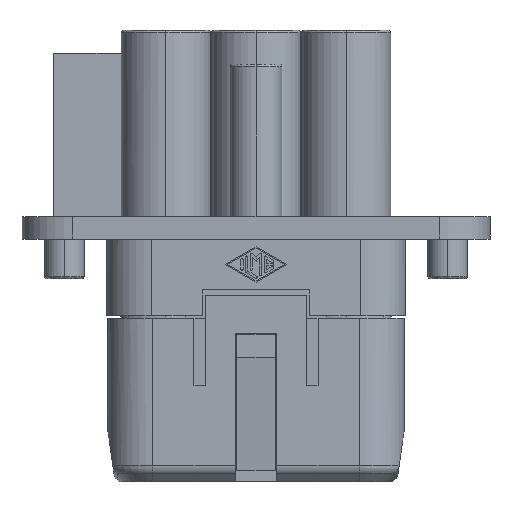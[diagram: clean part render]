
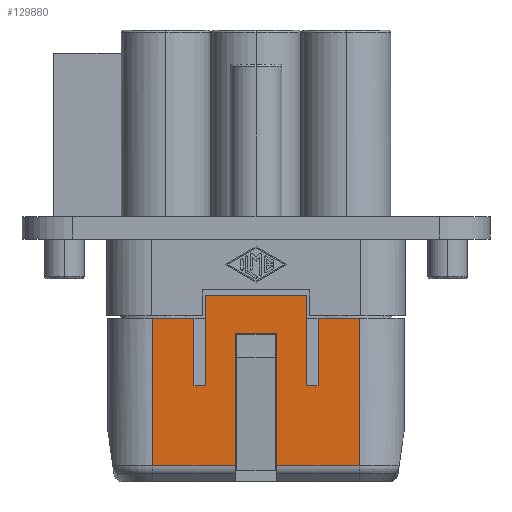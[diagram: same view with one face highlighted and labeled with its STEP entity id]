
A CAD part, left-side view. The second image highlights one B-rep face of the part: STEP entity #129880.
In plain terms, the highlighted planar face has unit normal (-1, 0, 0).
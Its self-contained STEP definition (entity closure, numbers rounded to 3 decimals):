
#7640=CARTESIAN_POINT('',(28.805,67.925,-22.086));
#7650=VERTEX_POINT('',#7640);
#7830=CARTESIAN_POINT('',(28.805,75.221,
-22.086));
#7840=VERTEX_POINT('',#7830);
#7870=CARTESIAN_POINT('',(28.805,69.764,
-22.086));
#7880=DIRECTION('',(0.,-1.,0.));
#7890=VECTOR('',#7880,1.);
#7900=LINE('',#7870,#7890);
#7910=EDGE_CURVE('',#7840,#7650,#7900,.T.);
#80790=CARTESIAN_POINT('',(28.805,67.925,-22.5));
#80800=DIRECTION('',(0.,0.,-1.));
#80810=VECTOR('',#80800,1.);
#80820=LINE('',#80790,#80810);
#80830=CARTESIAN_POINT('',(28.805,67.925,-10.35));
#80840=VERTEX_POINT('',#80830);
#80850=EDGE_CURVE('',#80840,#7650,#80820,.T.);
#92320=CARTESIAN_POINT('',(28.805,64.225,-10.35));
#92330=VERTEX_POINT('',#92320);
#92430=CARTESIAN_POINT('',(28.805,69.764,-10.35));
#92440=DIRECTION('',(0.,1.,0.));
#92450=VECTOR('',#92440,1.);
#92460=LINE('',#92430,#92450);
#92470=EDGE_CURVE('',#92330,#80840,#92460,.T.);
#115940=CARTESIAN_POINT('',(28.805,71.575,-9.));
#115950=VERTEX_POINT('',#115940);
#116000=CARTESIAN_POINT('',(28.805,75.221,-9.));
#116010=DIRECTION('',(0.,-1.,0.));
#116020=VECTOR('',#116010,1.);
#116030=LINE('',#116000,#116020);
#116040=CARTESIAN_POINT('',(28.805,75.221,-9.));
#116050=VERTEX_POINT('',#116040);
#116060=EDGE_CURVE('',#116050,#115950,#116030,.T.);
#116950=CARTESIAN_POINT('',(28.805,56.929,-9.));
#116960=VERTEX_POINT('',#116950);
#116990=CARTESIAN_POINT('',(28.805,60.575,-9.));
#117000=VERTEX_POINT('',#116990);
#117010=EDGE_CURVE('',#117000,#116960,#116030,.T.);
#126080=CARTESIAN_POINT('',(28.805,70.575,-15.));
#126090=VERTEX_POINT('',#126080);
#126140=CARTESIAN_POINT('',(28.805,69.764,-15.));
#126150=DIRECTION('',(0.,-1.,0.));
#126160=VECTOR('',#126150,1.);
#126170=LINE('',#126140,#126160);
#126180=CARTESIAN_POINT('',(28.805,71.575,-15.));
#126190=VERTEX_POINT('',#126180);
#126200=EDGE_CURVE('',#126190,#126090,#126170,.T.);
#126700=CARTESIAN_POINT('',(28.805,71.575,-22.5));
#126710=DIRECTION('',(0.,0.,-1.));
#126720=VECTOR('',#126710,1.);
#126730=LINE('',#126700,#126720);
#126740=EDGE_CURVE('',#115950,#126190,#126730,.T.);
#127120=CARTESIAN_POINT('',(28.805,70.575,-7.));
#127130=VERTEX_POINT('',#127120);
#127160=CARTESIAN_POINT('',(28.805,70.575,-22.5));
#127170=DIRECTION('',(0.,0.,1.));
#127180=VECTOR('',#127170,1.);
#127190=LINE('',#127160,#127180);
#127200=EDGE_CURVE('',#126090,#127130,#127190,.T.);
#127660=CARTESIAN_POINT('',(28.805,60.575,-22.5));
#127670=DIRECTION('',(0.,0.,1.));
#127680=VECTOR('',#127670,1.);
#127690=LINE('',#127660,#127680);
#127700=CARTESIAN_POINT('',(28.805,60.575,-15.));
#127710=VERTEX_POINT('',#127700);
#127720=EDGE_CURVE('',#127710,#117000,#127690,.T.);
#127970=CARTESIAN_POINT('',(28.805,69.764,-15.));
#127980=DIRECTION('',(0.,-1.,0.));
#127990=VECTOR('',#127980,1.);
#128000=LINE('',#127970,#127990);
#128010=CARTESIAN_POINT('',(28.805,61.575,-15.));
#128020=VERTEX_POINT('',#128010);
#128030=EDGE_CURVE('',#128020,#127710,#128000,.T.);
#128370=CARTESIAN_POINT('',(28.805,61.575,-22.5));
#128380=DIRECTION('',(0.,0.,-1.));
#128390=VECTOR('',#128380,1.);
#128400=LINE('',#128370,#128390);
#128410=CARTESIAN_POINT('',(28.805,61.575,-7.));
#128420=VERTEX_POINT('',#128410);
#128430=EDGE_CURVE('',#128420,#128020,#128400,.T.);
#128750=CARTESIAN_POINT('',(28.805,75.221,-7.));
#128760=DIRECTION('',(0.,-1.,0.));
#128770=VECTOR('',#128760,1.);
#128780=LINE('',#128750,#128770);
#128790=EDGE_CURVE('',#127130,#128420,#128780,.T.);
#129410=CARTESIAN_POINT('',(28.805,56.929,-22.5));
#129420=DIRECTION('',(-1.,0.,0.));
#129430=DIRECTION('',(0.,-1.,0.));
#129440=AXIS2_PLACEMENT_3D('',#129410,#129420,#129430);
#129450=PLANE('',#129440);
#129460=CARTESIAN_POINT('',(28.805,75.221,-22.5));
#129470=DIRECTION('',(0.,0.,-1.));
#129480=VECTOR('',#129470,1.);
#129490=LINE('',#129460,#129480);
#129500=EDGE_CURVE('',#116050,#7840,#129490,.T.);
#129510=ORIENTED_EDGE('',*,*,#129500,.T.);
#129520=ORIENTED_EDGE('',*,*,#116060,.F.);
#129530=ORIENTED_EDGE('',*,*,#126740,.F.);
#129540=ORIENTED_EDGE('',*,*,#126200,.F.);
#129550=ORIENTED_EDGE('',*,*,#127200,.F.);
#129560=ORIENTED_EDGE('',*,*,#128790,.F.);
#129570=ORIENTED_EDGE('',*,*,#128430,.F.);
#129580=ORIENTED_EDGE('',*,*,#128030,.F.);
#129590=ORIENTED_EDGE('',*,*,#127720,.F.);
#129600=ORIENTED_EDGE('',*,*,#117010,.F.);
#129610=CARTESIAN_POINT('',(28.805,56.929,-22.5));
#129620=DIRECTION('',(0.,0.,1.));
#129630=VECTOR('',#129620,1.);
#129640=LINE('',#129610,#129630);
#129650=CARTESIAN_POINT('',(28.805,56.929,
-22.086));
#129660=VERTEX_POINT('',#129650);
#129670=EDGE_CURVE('',#129660,#116960,#129640,.T.);
#129680=ORIENTED_EDGE('',*,*,#129670,.T.);
#129690=CARTESIAN_POINT('',(28.805,69.764,
-22.086));
#129700=DIRECTION('',(0.,-1.,0.));
#129710=VECTOR('',#129700,1.);
#129720=LINE('',#129690,#129710);
#129730=CARTESIAN_POINT('',(28.805,64.225,-22.086)
);
#129740=VERTEX_POINT('',#129730);
#129750=EDGE_CURVE('',#129740,#129660,#129720,.T.);
#129760=ORIENTED_EDGE('',*,*,#129750,.T.);
#129770=CARTESIAN_POINT('',(28.805,64.225,-22.5));
#129780=DIRECTION('',(0.,0.,1.));
#129790=VECTOR('',#129780,1.);
#129800=LINE('',#129770,#129790);
#129810=EDGE_CURVE('',#129740,#92330,#129800,.T.);
#129820=ORIENTED_EDGE('',*,*,#129810,.F.);
#129830=ORIENTED_EDGE('',*,*,#92470,.F.);
#129840=ORIENTED_EDGE('',*,*,#80850,.F.);
#129850=ORIENTED_EDGE('',*,*,#7910,.T.);
#129860=EDGE_LOOP('',(#129850,#129840,#129830,#129820,#129760,#129680,
#129600,#129590,#129580,#129570,#129560,#129550,#129540,#129530,#129520,
#129510));
#129870=FACE_OUTER_BOUND('',#129860,.T.);
#129880=ADVANCED_FACE('',(#129870),#129450,.T.);
